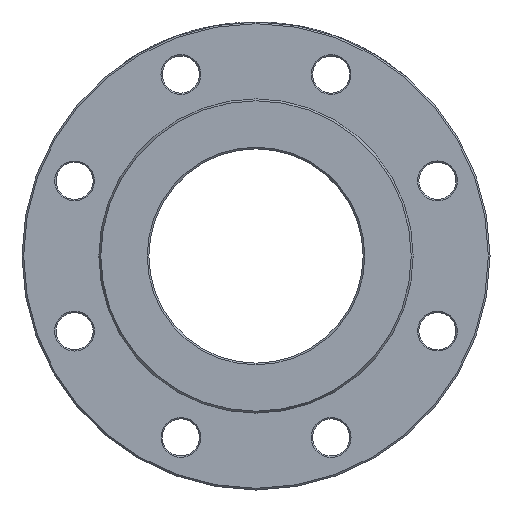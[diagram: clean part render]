
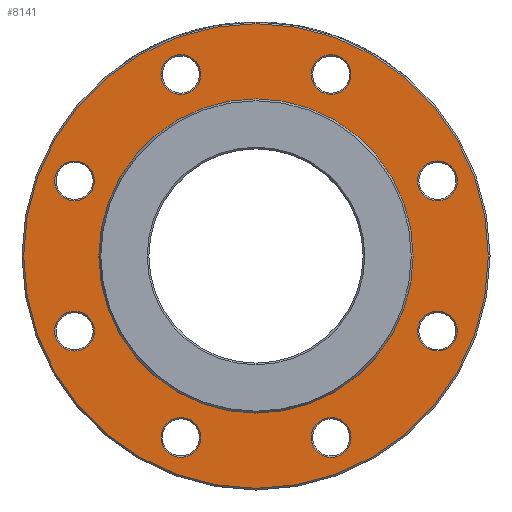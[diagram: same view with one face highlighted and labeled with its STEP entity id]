
A CAD part, left-side view. The second image highlights one B-rep face of the part: STEP entity #8141.
In plain terms, the highlighted planar face has unit normal (-1, 0, 0).
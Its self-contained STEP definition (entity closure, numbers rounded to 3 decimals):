
#24 = DIRECTION ( 'NONE',  ( 0., 0., 1. ) ) ;
#54 = EDGE_LOOP ( 'NONE', ( #4013 ) ) ;
#273 = EDGE_LOOP ( 'NONE', ( #3354 ) ) ;
#333 = CARTESIAN_POINT ( 'NONE',  ( 2., -44.965, -108.556 ) ) ;
#536 = VERTEX_POINT ( 'NONE', #1252 ) ;
#627 = DIRECTION ( 'NONE',  ( 0., 0., 1. ) ) ;
#637 = AXIS2_PLACEMENT_3D ( 'NONE', #5523, #1592, #3037 ) ;
#712 = VERTEX_POINT ( 'NONE', #4033 ) ;
#833 = EDGE_LOOP ( 'NONE', ( #938 ) ) ;
#839 = ORIENTED_EDGE ( 'NONE', *, *, #1275, .T. ) ;
#938 = ORIENTED_EDGE ( 'NONE', *, *, #5506, .T. ) ;
#1033 = CARTESIAN_POINT ( 'NONE',  ( 2., 94.005, 0. ) ) ;
#1155 = FACE_BOUND ( 'NONE', #2030, .T. ) ;
#1200 = FACE_OUTER_BOUND ( 'NONE', #833, .T. ) ;
#1252 = CARTESIAN_POINT ( 'NONE',  ( 2., 108.556, -56.865 ) ) ;
#1275 = EDGE_CURVE ( 'NONE', #6976, #6976, #4182, .T. ) ;
#1308 = AXIS2_PLACEMENT_3D ( 'NONE', #1924, #7052, #7818 ) ;
#1315 = CIRCLE ( 'NONE', #637, 139. ) ;
#1333 = AXIS2_PLACEMENT_3D ( 'NONE', #333, #4776, #6269 ) ;
#1354 = DIRECTION ( 'NONE',  ( 1., 0., 0. ) ) ;
#1392 = DIRECTION ( 'NONE',  ( 0., -0.707, 0.707 ) ) ;
#1401 = DIRECTION ( 'NONE',  ( 1., 0., 0. ) ) ;
#1592 = DIRECTION ( 'NONE',  ( -1., 0., 0. ) ) ;
#1673 = FACE_BOUND ( 'NONE', #2771, .T. ) ;
#1848 = VERTEX_POINT ( 'NONE', #3179 ) ;
#1924 = CARTESIAN_POINT ( 'NONE',  ( 2., 44.965, 108.556 ) ) ;
#2030 = EDGE_LOOP ( 'NONE', ( #6246 ) ) ;
#2043 = CIRCLE ( 'NONE', #7083, 11.9 ) ;
#2083 = CARTESIAN_POINT ( 'NONE',  ( 2., 108.556, -44.965 ) ) ;
#2172 = EDGE_LOOP ( 'NONE', ( #7221 ) ) ;
#2276 = CIRCLE ( 'NONE', #2964, 11.9 ) ;
#2365 = CARTESIAN_POINT ( 'NONE',  ( 2., 56.865, 108.556 ) ) ;
#2375 = EDGE_LOOP ( 'NONE', ( #5908 ) ) ;
#2469 = EDGE_CURVE ( 'NONE', #536, #536, #4301, .T. ) ;
#2633 = DIRECTION ( 'NONE',  ( 0., 0., -1. ) ) ;
#2771 = EDGE_LOOP ( 'NONE', ( #7992 ) ) ;
#2932 = EDGE_CURVE ( 'NONE', #1848, #1848, #5953, .T. ) ;
#2964 = AXIS2_PLACEMENT_3D ( 'NONE', #4924, #4757, #6174 ) ;
#2978 = CARTESIAN_POINT ( 'NONE',  ( 2., 108.556, 44.965 ) ) ;
#3037 = DIRECTION ( 'NONE',  ( 0., 0., -1. ) ) ;
#3039 = DIRECTION ( 'NONE',  ( 1., 0., 0. ) ) ;
#3140 = VERTEX_POINT ( 'NONE', #2365 ) ;
#3179 = CARTESIAN_POINT ( 'NONE',  ( 2., 36.551, -116.97 ) ) ;
#3354 = ORIENTED_EDGE ( 'NONE', *, *, #7027, .F. ) ;
#3496 = CIRCLE ( 'NONE', #1308, 11.9 ) ;
#3519 = AXIS2_PLACEMENT_3D ( 'NONE', #1033, #3039, #5011 ) ;
#3552 = EDGE_LOOP ( 'NONE', ( #7066 ) ) ;
#3669 = EDGE_CURVE ( 'NONE', #3860, #3860, #5722, .T. ) ;
#3680 = FACE_BOUND ( 'NONE', #54, .T. ) ;
#3808 = PLANE ( 'NONE',  #3519 ) ;
#3860 = VERTEX_POINT ( 'NONE', #6474 ) ;
#3934 = CARTESIAN_POINT ( 'NONE',  ( 2., 44.965, -108.556 ) ) ;
#4013 = ORIENTED_EDGE ( 'NONE', *, *, #4819, .T. ) ;
#4025 = AXIS2_PLACEMENT_3D ( 'NONE', #3934, #7127, #6414 ) ;
#4033 = CARTESIAN_POINT ( 'NONE',  ( 2., -36.551, 116.97 ) ) ;
#4182 = CIRCLE ( 'NONE', #5282, 11.9 ) ;
#4281 = FACE_BOUND ( 'NONE', #4556, .T. ) ;
#4301 = CIRCLE ( 'NONE', #7014, 11.9 ) ;
#4339 = VERTEX_POINT ( 'NONE', #5707 ) ;
#4421 = CARTESIAN_POINT ( 'NONE',  ( 2., 0., -139. ) ) ;
#4455 = FACE_BOUND ( 'NONE', #2375, .T. ) ;
#4556 = EDGE_LOOP ( 'NONE', ( #5123 ) ) ;
#4599 = EDGE_CURVE ( 'NONE', #4339, #4339, #2043, .T. ) ;
#4720 = VERTEX_POINT ( 'NONE', #7191 ) ;
#4757 = DIRECTION ( 'NONE',  ( 1., 0., 0. ) ) ;
#4776 = DIRECTION ( 'NONE',  ( 1., 0., 0. ) ) ;
#4819 = EDGE_CURVE ( 'NONE', #3140, #3140, #3496, .T. ) ;
#4894 = EDGE_LOOP ( 'NONE', ( #839 ) ) ;
#4909 = DIRECTION ( 'NONE',  ( 0., 0.707, -0.707 ) ) ;
#4924 = CARTESIAN_POINT ( 'NONE',  ( 2., -44.965, 108.556 ) ) ;
#5011 = DIRECTION ( 'NONE',  ( 0., 0., -1. ) ) ;
#5062 = VERTEX_POINT ( 'NONE', #4421 ) ;
#5123 = ORIENTED_EDGE ( 'NONE', *, *, #8386, .T. ) ;
#5282 = AXIS2_PLACEMENT_3D ( 'NONE', #8297, #1354, #627 ) ;
#5422 = CIRCLE ( 'NONE', #7188, 94.005 ) ;
#5506 = EDGE_CURVE ( 'NONE', #5062, #5062, #1315, .T. ) ;
#5523 = CARTESIAN_POINT ( 'NONE',  ( 2., 0., 0. ) ) ;
#5573 = CIRCLE ( 'NONE', #1333, 11.9 ) ;
#5707 = CARTESIAN_POINT ( 'NONE',  ( 2., -116.97, -36.551 ) ) ;
#5722 = CIRCLE ( 'NONE', #7485, 11.9 ) ;
#5738 = FACE_BOUND ( 'NONE', #4894, .T. ) ;
#5908 = ORIENTED_EDGE ( 'NONE', *, *, #2932, .T. ) ;
#5931 = CARTESIAN_POINT ( 'NONE',  ( 2., -56.865, -108.556 ) ) ;
#5953 = CIRCLE ( 'NONE', #4025, 11.9 ) ;
#5964 = CARTESIAN_POINT ( 'NONE',  ( 2., 0., 0. ) ) ;
#5980 = DIRECTION ( 'NONE',  ( 1., 0., 0. ) ) ;
#6174 = DIRECTION ( 'NONE',  ( 0., 0.707, 0.707 ) ) ;
#6246 = ORIENTED_EDGE ( 'NONE', *, *, #3669, .T. ) ;
#6269 = DIRECTION ( 'NONE',  ( 0., -1., 0. ) ) ;
#6336 = FACE_BOUND ( 'NONE', #273, .T. ) ;
#6414 = DIRECTION ( 'NONE',  ( 0., -0.707, -0.707 ) ) ;
#6474 = CARTESIAN_POINT ( 'NONE',  ( 2., 116.97, 36.551 ) ) ;
#6901 = DIRECTION ( 'NONE',  ( 1., 0., 0. ) ) ;
#6962 = FACE_BOUND ( 'NONE', #2172, .T. ) ;
#6976 = VERTEX_POINT ( 'NONE', #7741 ) ;
#7014 = AXIS2_PLACEMENT_3D ( 'NONE', #2083, #1401, #2633 ) ;
#7027 = EDGE_CURVE ( 'NONE', #4720, #4720, #5422, .T. ) ;
#7049 = FACE_BOUND ( 'NONE', #3552, .T. ) ;
#7052 = DIRECTION ( 'NONE',  ( 1., 0., 0. ) ) ;
#7066 = ORIENTED_EDGE ( 'NONE', *, *, #2469, .T. ) ;
#7083 = AXIS2_PLACEMENT_3D ( 'NONE', #7280, #5980, #1392 ) ;
#7127 = DIRECTION ( 'NONE',  ( 1., 0., 0. ) ) ;
#7188 = AXIS2_PLACEMENT_3D ( 'NONE', #5964, #7864, #24 ) ;
#7191 = CARTESIAN_POINT ( 'NONE',  ( 2., 0., 94.005 ) ) ;
#7221 = ORIENTED_EDGE ( 'NONE', *, *, #7528, .T. ) ;
#7280 = CARTESIAN_POINT ( 'NONE',  ( 2., -108.556, -44.965 ) ) ;
#7485 = AXIS2_PLACEMENT_3D ( 'NONE', #2978, #6901, #4909 ) ;
#7528 = EDGE_CURVE ( 'NONE', #712, #712, #2276, .T. ) ;
#7741 = CARTESIAN_POINT ( 'NONE',  ( 2., -108.556, 56.865 ) ) ;
#7818 = DIRECTION ( 'NONE',  ( 0., 1., 0. ) ) ;
#7864 = DIRECTION ( 'NONE',  ( -1., 0., 0. ) ) ;
#7992 = ORIENTED_EDGE ( 'NONE', *, *, #4599, .T. ) ;
#8141 = ADVANCED_FACE ( 'NONE', ( #1155, #3680, #6962, #5738, #1673, #4281, #4455, #7049, #1200, #6336 ), #3808, .F. ) ;
#8297 = CARTESIAN_POINT ( 'NONE',  ( 2., -108.556, 44.965 ) ) ;
#8386 = EDGE_CURVE ( 'NONE', #8418, #8418, #5573, .T. ) ;
#8418 = VERTEX_POINT ( 'NONE', #5931 ) ;
